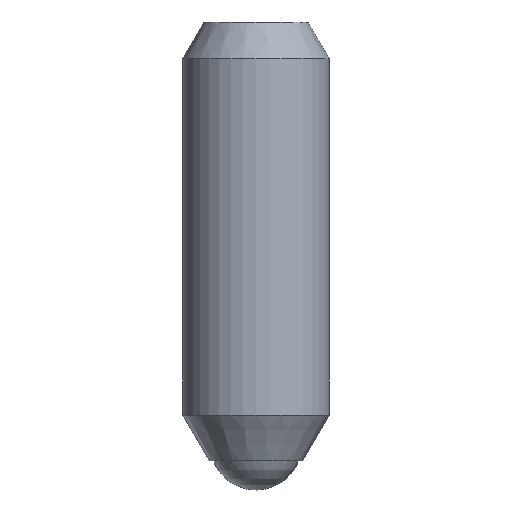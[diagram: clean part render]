
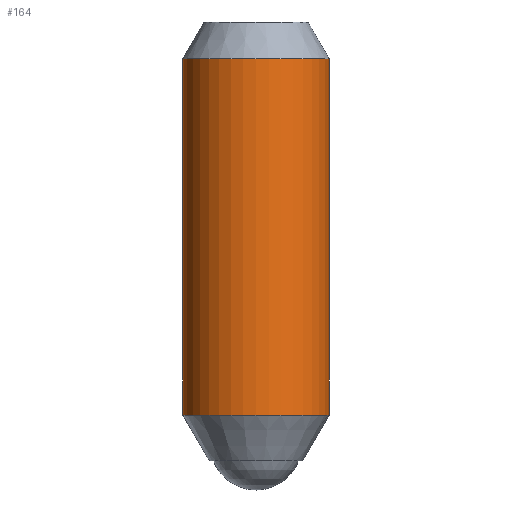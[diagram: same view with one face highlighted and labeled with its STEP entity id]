
A CAD part, front view. The second image highlights one B-rep face of the part: STEP entity #164.
In plain terms, the highlighted cylindrical face has radius 2 mm (diameter 4 mm), a partial arc.
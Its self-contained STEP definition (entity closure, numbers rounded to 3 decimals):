
#164=ADVANCED_FACE('',(#384),#385,.T.);
#170=VERTEX_POINT('',#394);
#176=VERTEX_POINT('',#400);
#186=VERTEX_POINT('',#410);
#188=EDGE_CURVE('',#186,#170,#412,.T.);
#190=VERTEX_POINT('',#414);
#194=EDGE_CURVE('',#176,#190,#418,.T.);
#294=EDGE_CURVE('',#190,#186,#518,.T.);
#296=EDGE_CURVE('',#176,#170,#520,.T.);
#384=FACE_OUTER_BOUND('',#601,.T.);
#385=CYLINDRICAL_SURFACE('',#602,2.);
#394=CARTESIAN_POINT('',(-2.,0.,2.05));
#400=CARTESIAN_POINT('',(2.,0.,2.05));
#410=CARTESIAN_POINT('',(-2.,0.,11.8));
#412=LINE('',#636,#637);
#414=CARTESIAN_POINT('',(2.,0.,11.8));
#418=LINE('',#645,#646);
#518=CIRCLE('',#849,2.);
#520=CIRCLE('',#852,2.);
#601=EDGE_LOOP('',(#1010,#1011,#1012,#1013));
#602=AXIS2_PLACEMENT_3D('',#1014,#1015,#1016);
#636=CARTESIAN_POINT('',(-2.,0.,6.925));
#637=VECTOR('',#1041,1.0);
#645=CARTESIAN_POINT('',(2.,0.,6.925));
#646=VECTOR('',#1045,1.0);
#849=AXIS2_PLACEMENT_3D('',#1082,#1083,#1084);
#852=AXIS2_PLACEMENT_3D('',#1085,#1086,#1087);
#1010=ORIENTED_EDGE('',*,*,#188,.T.);
#1011=ORIENTED_EDGE('',*,*,#296,.F.);
#1012=ORIENTED_EDGE('',*,*,#194,.T.);
#1013=ORIENTED_EDGE('',*,*,#294,.T.);
#1014=CARTESIAN_POINT('',(0.0,0.,6.925));
#1015=DIRECTION('',(-0.0,0.0,-1.0));
#1016=DIRECTION('',(-1.0,0.,0.0));
#1041=DIRECTION('',(0.0,0.0,-1.0));
#1045=DIRECTION('',(-0.0,-0.0,1.0));
#1082=CARTESIAN_POINT('',(0.0,0.,11.8));
#1083=DIRECTION('',(-0.0,0.0,-1.0));
#1084=DIRECTION('',(-1.0,0.,0.0));
#1085=CARTESIAN_POINT('',(0.0,0.,2.05));
#1086=DIRECTION('',(-0.0,0.0,-1.0));
#1087=DIRECTION('',(-1.0,0.,0.0));
